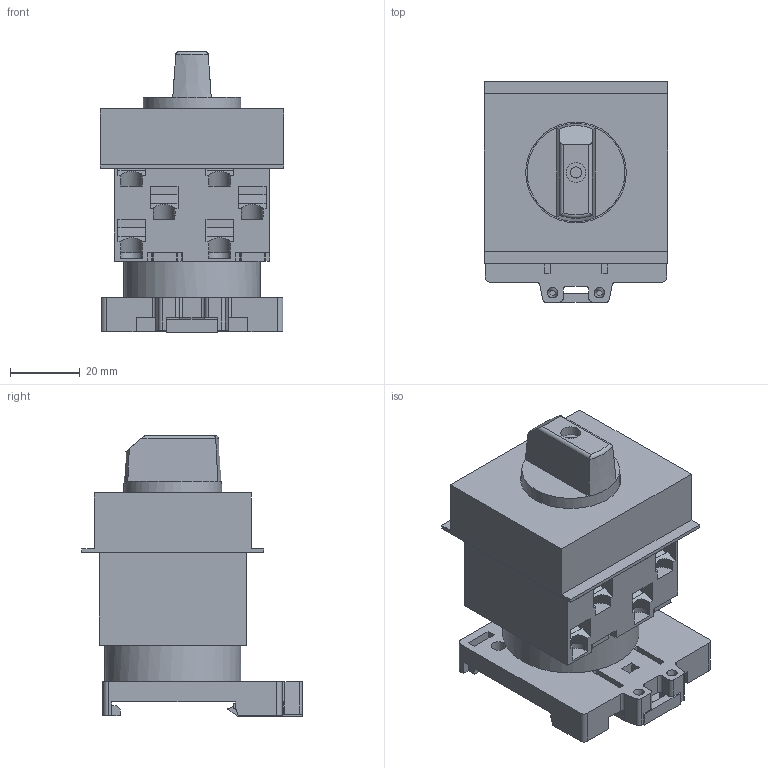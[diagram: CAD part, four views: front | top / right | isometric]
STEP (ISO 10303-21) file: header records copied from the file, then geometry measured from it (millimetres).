
FILE_DESCRIPTION(/* description */ ('STEP AP242','CAx-IF Rec.Pracs.---Representation and Presentation of Product Manufacturing Information (PMI)---4.0---2014-10-13','CAx-IF Rec.Pracs.---3D Tessellated Geometry---0.4---2014-09-14','2;1'),/* implementation_level */ '2;1');
FILE_NAME(/* name */ 'eaton-z_dsa_dsu_dsv-3d-model',/* time_stamp */ '2024-10-29T11:12:19+01:00',/* author */ ('License CC BY-ND 4.0'),/* organization */ ('CADENAS'),/* preprocessor_version */ 'ST-DEVELOPER v19.3',/* originating_system */ 'PARTsolutions',/* authorisation */ ' ');
FILE_SCHEMA (('AP242_MANAGED_MODEL_BASED_3D_ENGINEERING_MIM_LF { 1 0 10303 442 1 1 4 }'));
Length unit declared in the file: millimetre
Products named in the file (1): 248872
Bounding box: 52.4 x 63 x 80.34 mm (x, y, z)
Volume: 104964.2 mm3; surface area: 36400.5 mm2
Topology: 1 solids, 1 shells, 557 faces, 1529 edges, 1001 vertices
Faces by surface type: plane 438, cylinder 114, cone 4, torus 1
Full cylindrical faces by diameter (mm): 2.1 x4, 2.5 x1, 3.1 x4, 3.2 x1, 4.2 x5, 5.7 x1, 6.2 x4, 7 x2, 7.5 x2, 8.5 x1, 16 x1, 27.4 x1, 28 x1, 28.8 x1, 39 x1
Entity records: 17399 total; most frequent: CARTESIAN_POINT 3062, ORIENTED_EDGE 2980, DIRECTION 2897, EDGE_CURVE 1490, LINE 1187, VECTOR 1187, VERTEX_POINT 994, AXIS2_PLACEMENT_3D 855
